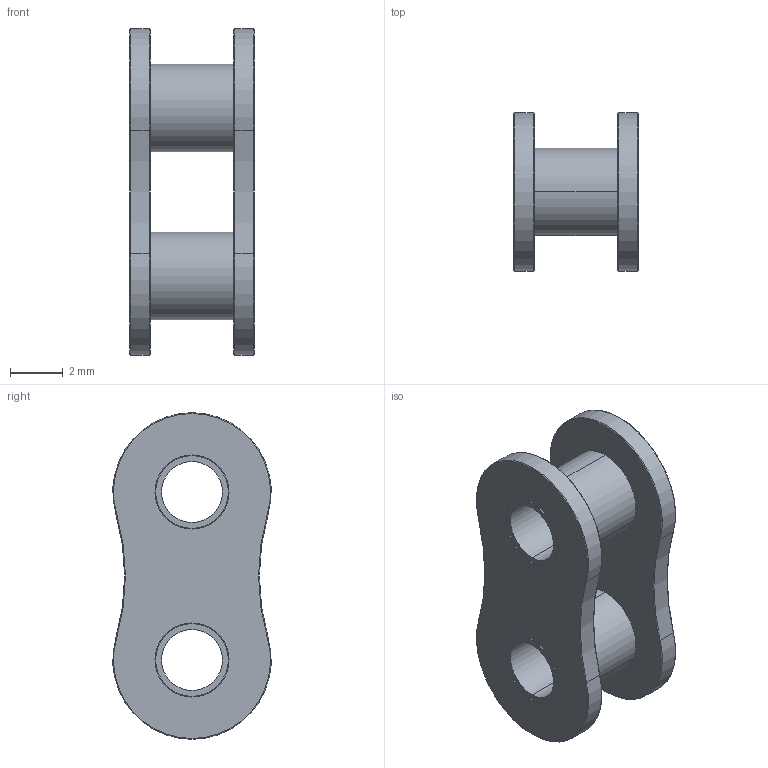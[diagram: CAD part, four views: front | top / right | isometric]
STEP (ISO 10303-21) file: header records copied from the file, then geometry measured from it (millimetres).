
FILE_DESCRIPTION (( 'STEP AP203' ), '1' );
FILE_NAME ('6261K106_Adding Link for ANSI Number 25 Single Strand Roller Chain.STEP', '2023-07-27T14:16:03', ( 'Administrator' ), ( 'Managed by Terraform' ), 'SwSTEP 2.0', 'SolidWorks 2017', '' );
FILE_SCHEMA (( 'CONFIG_CONTROL_DESIGN' ));
Length unit declared in the file: inch
Products named in the file (1): 6261K106_Adding Link for ANSI Number 25 Single Strand Roller Chain
Bounding box: 4.7 x 5.99 x 12.34 mm (x, y, z)
Volume: 110.2 mm3; surface area: 453.5 mm2
Topology: 4 solids, 4 shells, 66 faces, 142 edges, 88 vertices
Faces by surface type: cylinder 34, torus 20, plane 12
Entity records: 1931 total; most frequent: DIRECTION 384, CARTESIAN_POINT 297, ORIENTED_EDGE 284, AXIS2_PLACEMENT_3D 175, EDGE_CURVE 142, CIRCLE 108, VERTEX_POINT 88, EDGE_LOOP 82
